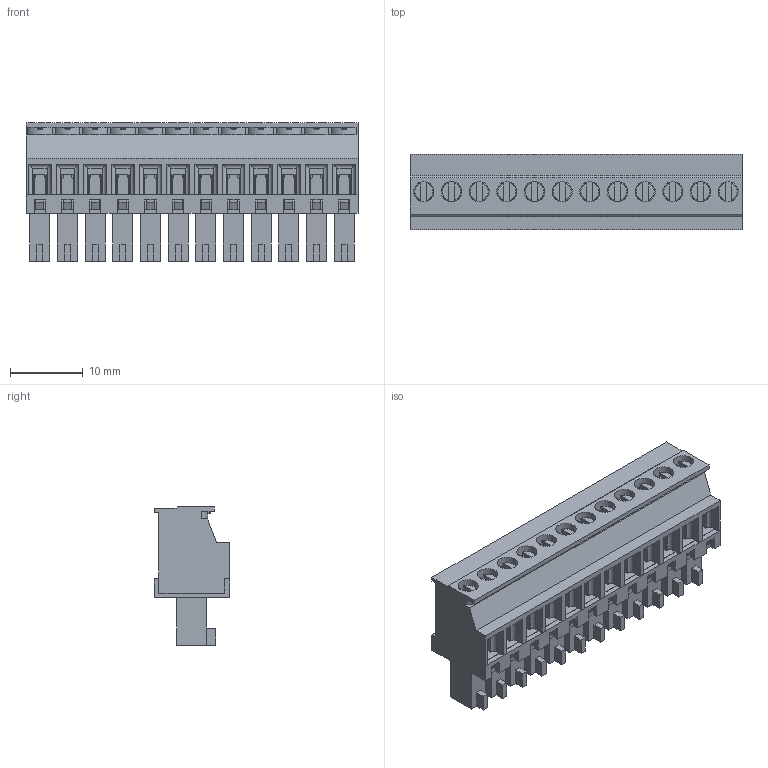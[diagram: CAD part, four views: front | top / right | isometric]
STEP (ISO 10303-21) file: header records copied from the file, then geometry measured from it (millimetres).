
FILE_DESCRIPTION( ( 'Unknown' ), '1' );
FILE_NAME( '691363310012.stp', 'Unknown', ( 'Unknown' ), ( 'Unknown' ), 'PSStep 18.0.17', 'Unknown', ' ' );
FILE_SCHEMA( ( 'AUTOMOTIVE_DESIGN { 1 0 10303 214 1 1 1 1 }' ) );
Length unit declared in the file: millimetre
Products named in the file (6): Assem1; 6913633100xx_VIS; 6913633100xx_CAGE; 6913633100xx; 691363310012; 691363310012_CAPOT
Assembly tree (38 placements, depth 2):
  Assem1
    6913633100xx_VIS  x12
    6913633100xx_CAGE  x12
    6913633100xx  x12
    691363310012
    691363310012_CAPOT
Bounding box: 45.72 x 10.4 x 19.1 mm (x, y, z)
Volume: 3863 mm3; surface area: 12565.4 mm2
Topology: 38 solids, 38 shells, 2524 faces, 6936 edges, 4464 vertices
Faces by surface type: plane 1876, cylinder 564, torus 36, cone 24, sphere 24
Full cylindrical faces by diameter (mm): 1.2 x12, 1.598 x12, 1.75 x12, 1.9 x24, 2.7 x12, 2.8 x12
Entity records: 54753 total; most frequent: CARTESIAN_POINT 7946, ORIENTED_EDGE 7546, DIRECTION 6954, EDGE_CURVE 3773, LINE 3354, VECTOR 3354, VERTEX_POINT 2457, AXIS2_PLACEMENT_3D 1800
